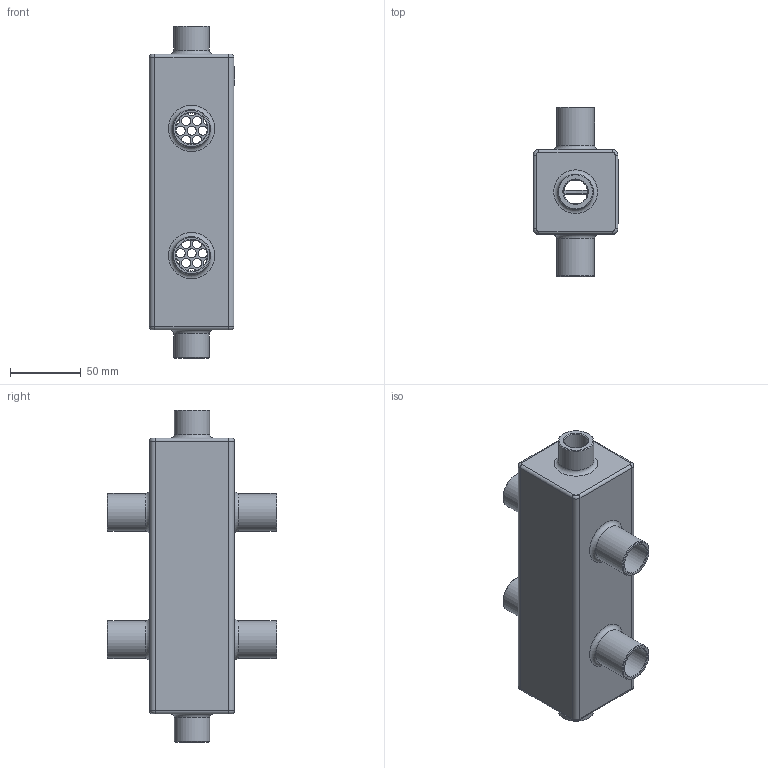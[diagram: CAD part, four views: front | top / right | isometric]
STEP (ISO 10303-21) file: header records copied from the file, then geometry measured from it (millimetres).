
FILE_DESCRIPTION(('STEP AP203'), '1');
FILE_NAME('GRSS-40-20.03', '', ('UNSPECIFIED'), ('UNSPECIFIED'), 'ASCON STEP Converter 1.6', 'ASCON Math Kernel', '');
FILE_SCHEMA(('CONFIG_CONTROL_DESIGN'));
Length unit declared in the file: millimetre
Bounding box: 60.55 x 120 x 235 mm (x, y, z)
Volume: 150727.9 mm3; surface area: 138866.8 mm2
Topology: 1 solids, 1 shells, 387 faces, 1047 edges, 686 vertices
Faces by surface type: plane 159, cylinder 146, extrusion 46, cone 22, torus 14
Full cylindrical faces by diameter (mm): 6.5 x100, 17.071 x2, 22 x4, 24 x2, 25 x6, 26.8 x4
Entity records: 15909 total; most frequent: CARTESIAN_POINT 3037, DIRECTION 1875, ORIENTED_EDGE 1802, EDGE_CURVE 901, EDGE_LOOP 773, VERTEX_POINT 686, AXIS2_PLACEMENT_3D 678, VECTOR 519
